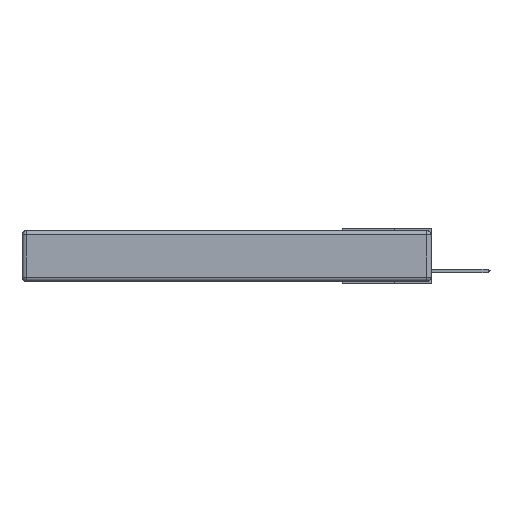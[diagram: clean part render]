
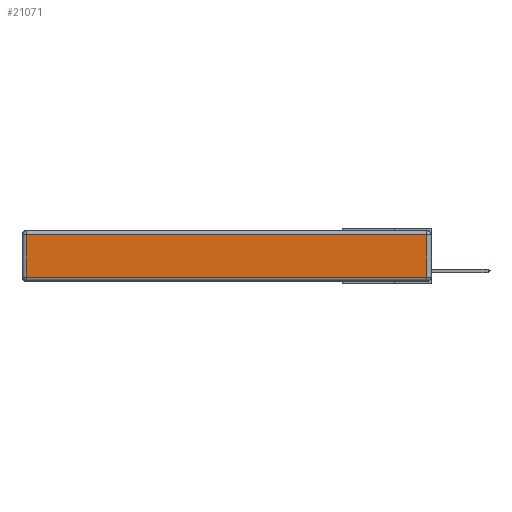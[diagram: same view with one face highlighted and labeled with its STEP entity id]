
A CAD part, left-side view. The second image highlights one B-rep face of the part: STEP entity #21071.
In plain terms, the highlighted planar face has unit normal (-1, 0, 0).
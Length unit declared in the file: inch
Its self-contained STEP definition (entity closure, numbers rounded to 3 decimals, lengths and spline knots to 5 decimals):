
#764 = ORIENTED_EDGE ( 'NONE', *, *, #22020, .T. ) ;
#1257 = VECTOR ( 'NONE', #9911, 39.37008 ) ;
#1721 = CARTESIAN_POINT ( 'NONE',  ( 0., 2.72, -0.343 ) ) ;
#1969 = EDGE_CURVE ( 'NONE', #22176, #18355, #20764, .T. ) ;
#2432 = VECTOR ( 'NONE', #12715, 39.37008 ) ;
#2844 = CARTESIAN_POINT ( 'NONE',  ( 0., 2.72, -0.313 ) ) ;
#3034 = ORIENTED_EDGE ( 'NONE', *, *, #16682, .T. ) ;
#3959 = VECTOR ( 'NONE', #12819, 39.37008 ) ;
#8488 = CARTESIAN_POINT ( 'NONE',  ( 0., 0., -0.343 ) ) ;
#9186 = EDGE_LOOP ( 'NONE', ( #3034, #15418, #16338, #764 ) ) ;
#9775 = LINE ( 'NONE', #15848, #20101 ) ;
#9860 = AXIS2_PLACEMENT_3D ( 'NONE', #8488, #29768, #11047 ) ;
#9911 = DIRECTION ( 'NONE',  ( 0., -1., 0. ) ) ;
#10728 = DIRECTION ( 'NONE',  ( 0., 0., 1. ) ) ;
#11047 = DIRECTION ( 'NONE',  ( 0., 0., 1. ) ) ;
#12715 = DIRECTION ( 'NONE',  ( 0., 1., 0. ) ) ;
#12819 = DIRECTION ( 'NONE',  ( 0., 0., -1. ) ) ;
#12923 = VERTEX_POINT ( 'NONE', #17241 ) ;
#13211 = EDGE_CURVE ( 'NONE', #12923, #22176, #9775, .T. ) ;
#14059 = PLANE ( 'NONE',  #9860 ) ;
#14378 = LINE ( 'NONE', #1721, #3959 ) ;
#15418 = ORIENTED_EDGE ( 'NONE', *, *, #13211, .T. ) ;
#15848 = CARTESIAN_POINT ( 'NONE',  ( 0., 0.03, -0.343 ) ) ;
#16338 = ORIENTED_EDGE ( 'NONE', *, *, #1969, .T. ) ;
#16682 = EDGE_CURVE ( 'NONE', #29505, #12923, #30549, .T. ) ;
#17241 = CARTESIAN_POINT ( 'NONE',  ( 0., 0.03, -0.313 ) ) ;
#18355 = VERTEX_POINT ( 'NONE', #22131 ) ;
#19457 = FACE_OUTER_BOUND ( 'NONE', #9186, .T. ) ;
#20101 = VECTOR ( 'NONE', #10728, 39.37008 ) ;
#20124 = CARTESIAN_POINT ( 'NONE',  ( 0., 2.75, -0.03 ) ) ;
#20764 = LINE ( 'NONE', #20124, #2432 ) ;
#21071 = ADVANCED_FACE ( 'NONE', ( #19457 ), #14059, .T. ) ;
#22020 = EDGE_CURVE ( 'NONE', #18355, #29505, #14378, .T. ) ;
#22131 = CARTESIAN_POINT ( 'NONE',  ( 0., 2.72, -0.03 ) ) ;
#22176 = VERTEX_POINT ( 'NONE', #26617 ) ;
#26617 = CARTESIAN_POINT ( 'NONE',  ( 0., 0.03, -0.03 ) ) ;
#29505 = VERTEX_POINT ( 'NONE', #2844 ) ;
#29768 = DIRECTION ( 'NONE',  ( -1., 0., 0. ) ) ;
#30549 = LINE ( 'NONE', #34086, #1257 ) ;
#34086 = CARTESIAN_POINT ( 'NONE',  ( 0., 0., -0.313 ) ) ;
